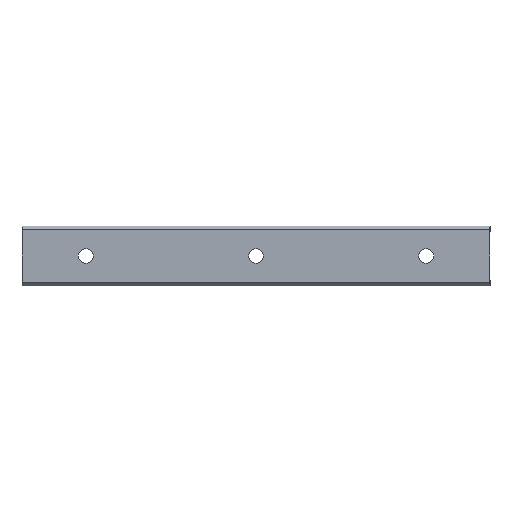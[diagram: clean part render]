
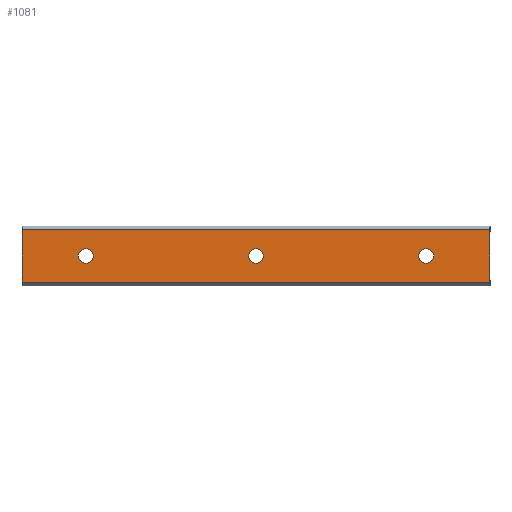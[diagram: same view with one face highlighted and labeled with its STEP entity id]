
A CAD part, front view. The second image highlights one B-rep face of the part: STEP entity #1081.
In plain terms, the highlighted planar face has unit normal (0, -1, 0).
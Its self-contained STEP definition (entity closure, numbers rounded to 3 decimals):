
#38 = DIRECTION ( 'NONE',  ( 0., 0., 1. ) ) ;
#42 = CARTESIAN_POINT ( 'NONE',  ( 80., 0., 3.5 ) ) ;
#54 = AXIS2_PLACEMENT_3D ( 'NONE', #293, #200, #1054 ) ;
#56 = EDGE_LOOP ( 'NONE', ( #106, #317 ) ) ;
#59 = CARTESIAN_POINT ( 'NONE',  ( 190., 0., 12.3 ) ) ;
#82 = EDGE_LOOP ( 'NONE', ( #642, #150 ) ) ;
#106 = ORIENTED_EDGE ( 'NONE', *, *, #1183, .F. ) ;
#107 = ORIENTED_EDGE ( 'NONE', *, *, #1132, .F. ) ;
#145 = VERTEX_POINT ( 'NONE', #398 ) ;
#149 = DIRECTION ( 'NONE',  ( 0., 0., 1. ) ) ;
#150 = ORIENTED_EDGE ( 'NONE', *, *, #994, .F. ) ;
#162 = DIRECTION ( 'NONE',  ( 0., 1., 0. ) ) ;
#170 = DIRECTION ( 'NONE',  ( 0., 0., 1. ) ) ;
#200 = DIRECTION ( 'NONE',  ( 0., -1., 0. ) ) ;
#228 = EDGE_CURVE ( 'NONE', #145, #1378, #341, .T. ) ;
#239 = EDGE_CURVE ( 'NONE', #566, #1091, #1206, .T. ) ;
#241 = DIRECTION ( 'NONE',  ( 1., 0., 0. ) ) ;
#248 = FACE_OUTER_BOUND ( 'NONE', #963, .T. ) ;
#268 = VERTEX_POINT ( 'NONE', #42 ) ;
#278 = VECTOR ( 'NONE', #1212, 1000. ) ;
#279 = AXIS2_PLACEMENT_3D ( 'NONE', #851, #876, #1076 ) ;
#293 = CARTESIAN_POINT ( 'NONE',  ( 160., 0., 0. ) ) ;
#295 = ORIENTED_EDGE ( 'NONE', *, *, #239, .F. ) ;
#317 = ORIENTED_EDGE ( 'NONE', *, *, #1292, .F. ) ;
#334 = VERTEX_POINT ( 'NONE', #470 ) ;
#341 = LINE ( 'NONE', #768, #1207 ) ;
#381 = CARTESIAN_POINT ( 'NONE',  ( 190., 0., 12.3 ) ) ;
#398 = CARTESIAN_POINT ( 'NONE',  ( 190., 0., -12.3 ) ) ;
#470 = CARTESIAN_POINT ( 'NONE',  ( 160., 0., 3.5 ) ) ;
#487 = VECTOR ( 'NONE', #734, 1000. ) ;
#544 = CARTESIAN_POINT ( 'NONE',  ( 160., 0., -3.5 ) ) ;
#556 = CIRCLE ( 'NONE', #755, 3.5 ) ;
#566 = VERTEX_POINT ( 'NONE', #581 ) ;
#581 = CARTESIAN_POINT ( 'NONE',  ( -30., 0., 12.3 ) ) ;
#585 = CARTESIAN_POINT ( 'NONE',  ( 0., 0., 0. ) ) ;
#595 = EDGE_CURVE ( 'NONE', #909, #334, #662, .T. ) ;
#619 = AXIS2_PLACEMENT_3D ( 'NONE', #381, #162, #38 ) ;
#625 = EDGE_CURVE ( 'NONE', #691, #1331, #1188, .T. ) ;
#642 = ORIENTED_EDGE ( 'NONE', *, *, #625, .F. ) ;
#654 = LINE ( 'NONE', #765, #278 ) ;
#662 = CIRCLE ( 'NONE', #1235, 3.5 ) ;
#664 = CIRCLE ( 'NONE', #54, 3.5 ) ;
#691 = VERTEX_POINT ( 'NONE', #716 ) ;
#697 = DIRECTION ( 'NONE',  ( 0., 0., 1. ) ) ;
#702 = EDGE_LOOP ( 'NONE', ( #1299, #879 ) ) ;
#716 = CARTESIAN_POINT ( 'NONE',  ( 0., 0., 3.5 ) ) ;
#723 = CARTESIAN_POINT ( 'NONE',  ( 80., 0., 0. ) ) ;
#727 = ORIENTED_EDGE ( 'NONE', *, *, #881, .F. ) ;
#734 = DIRECTION ( 'NONE',  ( 0., 0., 1. ) ) ;
#755 = AXIS2_PLACEMENT_3D ( 'NONE', #723, #1146, #170 ) ;
#765 = CARTESIAN_POINT ( 'NONE',  ( 190., 0., 12.3 ) ) ;
#768 = CARTESIAN_POINT ( 'NONE',  ( 190., 0., -12.3 ) ) ;
#789 = DIRECTION ( 'NONE',  ( 0., -1., 0. ) ) ;
#792 = DIRECTION ( 'NONE',  ( 0., 0., 1. ) ) ;
#844 = LINE ( 'NONE', #1038, #487 ) ;
#846 = CIRCLE ( 'NONE', #1211, 3.5 ) ;
#851 = CARTESIAN_POINT ( 'NONE',  ( 80., 0., 0. ) ) ;
#855 = DIRECTION ( 'NONE',  ( -1., 0., 0. ) ) ;
#876 = DIRECTION ( 'NONE',  ( 0., -1., 0. ) ) ;
#879 = ORIENTED_EDGE ( 'NONE', *, *, #595, .F. ) ;
#881 = EDGE_CURVE ( 'NONE', #1091, #145, #654, .T. ) ;
#900 = DIRECTION ( 'NONE',  ( 0., -1., 0. ) ) ;
#905 = FACE_BOUND ( 'NONE', #702, .T. ) ;
#909 = VERTEX_POINT ( 'NONE', #544 ) ;
#916 = PLANE ( 'NONE',  #619 ) ;
#963 = EDGE_LOOP ( 'NONE', ( #1266, #727, #295, #107 ) ) ;
#994 = EDGE_CURVE ( 'NONE', #1331, #691, #846, .T. ) ;
#1002 = CARTESIAN_POINT ( 'NONE',  ( 80., 0., -3.5 ) ) ;
#1010 = FACE_BOUND ( 'NONE', #56, .T. ) ;
#1025 = CARTESIAN_POINT ( 'NONE',  ( 160., 0., 0. ) ) ;
#1026 = VERTEX_POINT ( 'NONE', #1002 ) ;
#1038 = CARTESIAN_POINT ( 'NONE',  ( -30., 0., 12.3 ) ) ;
#1054 = DIRECTION ( 'NONE',  ( 0., 0., 1. ) ) ;
#1074 = VECTOR ( 'NONE', #241, 1000. ) ;
#1076 = DIRECTION ( 'NONE',  ( 0., 0., 1. ) ) ;
#1081 = ADVANCED_FACE ( 'NONE', ( #248, #1348, #905, #1010 ), #916, .F. ) ;
#1091 = VERTEX_POINT ( 'NONE', #59 ) ;
#1132 = EDGE_CURVE ( 'NONE', #1378, #566, #844, .T. ) ;
#1143 = CIRCLE ( 'NONE', #279, 3.5 ) ;
#1146 = DIRECTION ( 'NONE',  ( 0., -1., 0. ) ) ;
#1183 = EDGE_CURVE ( 'NONE', #268, #1026, #556, .T. ) ;
#1188 = CIRCLE ( 'NONE', #1209, 3.5 ) ;
#1206 = LINE ( 'NONE', #1406, #1074 ) ;
#1207 = VECTOR ( 'NONE', #855, 1000. ) ;
#1209 = AXIS2_PLACEMENT_3D ( 'NONE', #1256, #900, #792 ) ;
#1211 = AXIS2_PLACEMENT_3D ( 'NONE', #585, #789, #149 ) ;
#1212 = DIRECTION ( 'NONE',  ( 0., 0., -1. ) ) ;
#1229 = EDGE_CURVE ( 'NONE', #334, #909, #664, .T. ) ;
#1235 = AXIS2_PLACEMENT_3D ( 'NONE', #1025, #1336, #697 ) ;
#1256 = CARTESIAN_POINT ( 'NONE',  ( 0., 0., 0. ) ) ;
#1266 = ORIENTED_EDGE ( 'NONE', *, *, #228, .F. ) ;
#1292 = EDGE_CURVE ( 'NONE', #1026, #268, #1143, .T. ) ;
#1299 = ORIENTED_EDGE ( 'NONE', *, *, #1229, .F. ) ;
#1331 = VERTEX_POINT ( 'NONE', #1402 ) ;
#1336 = DIRECTION ( 'NONE',  ( 0., -1., 0. ) ) ;
#1348 = FACE_BOUND ( 'NONE', #82, .T. ) ;
#1354 = CARTESIAN_POINT ( 'NONE',  ( -30., 0., -12.3 ) ) ;
#1378 = VERTEX_POINT ( 'NONE', #1354 ) ;
#1402 = CARTESIAN_POINT ( 'NONE',  ( 0., 0., -3.5 ) ) ;
#1406 = CARTESIAN_POINT ( 'NONE',  ( 190., 0., 12.3 ) ) ;
